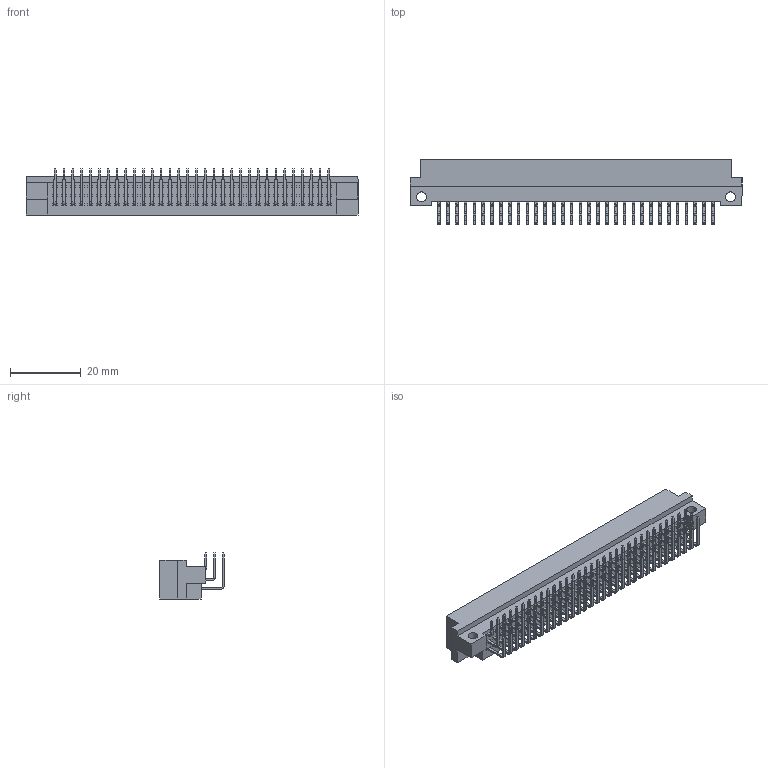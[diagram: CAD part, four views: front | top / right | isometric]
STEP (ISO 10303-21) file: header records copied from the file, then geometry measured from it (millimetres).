
FILE_DESCRIPTION(/* description */ (''),/* implementation_level */ '2;1');
FILE_NAME(/* name */ 'СНП59-96 Вилка.stp',/* time_stamp */ '2017-11-10T11:28:52+03:00',/* author */ ('Анатолий'),/* organization */ (''),/* preprocessor_version */ 'ST-DEVELOPER v15.2',/* originating_system */ 'Autodesk Inventor 2014',/* authorisation */ '');
FILE_SCHEMA (('AUTOMOTIVE_DESIGN { 1 0 10303 214 3 1 1 }'));
Length unit declared in the file: millimetre
Products named in the file (5): СНП59-96 Вилка; СНП59-96 \X2\041A043E043D04420430043A
 вилки средний; СНП59-96 \X2\041A043E043D04420430043A
 вилки малый; СНП59-96 \X2\041A043E043D04420430043A
 вилки большой
Bounding box: 94 x 18.25 x 13.03 mm (x, y, z)
Volume: 6672.1 mm3; surface area: 12184.5 mm2
Topology: 97 solids, 97 shells, 4457 faces, 11624 edges, 7362 vertices
Faces by surface type: plane 4263, cylinder 194
Full cylindrical faces by diameter (mm): 2.8 x2
Entity records: 19380 total; most frequent: CARTESIAN_POINT 3269, ORIENTED_EDGE 3156, DIRECTION 2900, EDGE_CURVE 1578, LINE 1562, VECTOR 1562, VERTEX_POINT 1038, EDGE_LOOP 750
